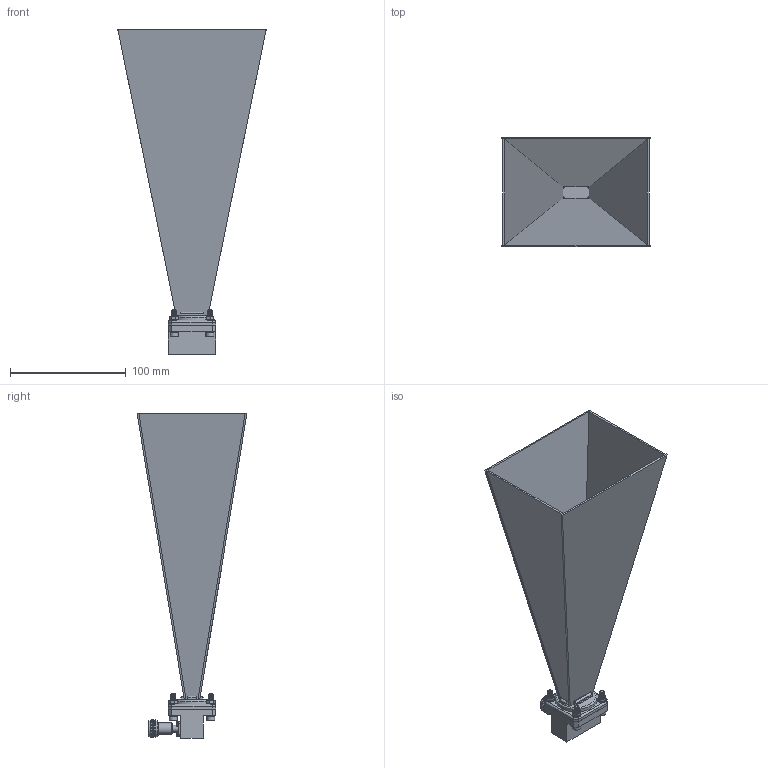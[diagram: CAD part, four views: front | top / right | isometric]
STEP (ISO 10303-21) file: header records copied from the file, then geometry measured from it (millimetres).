
FILE_DESCRIPTION (( 'STEP AP214' ), '1' );
FILE_NAME ('FM9856B-NF-20_3D.STEP', '2021-01-07T14:27:03', ( '' ), ( '' ), 'SwSTEP 2.0', 'SolidWorks 2018', '' );
FILE_SCHEMA (( 'AUTOMOTIVE_DESIGN' ));
Length unit declared in the file: millimetre
Products named in the file (11): PE9856B-20; Copy of 112-N^Copy of PE9801_connector_PE9801; FM9856B-NF-20_3D; Copy of 112-N-PANEL^Copy of PE9801_connector_PE9801; Copy of 06142-con screw^Copy of PE9801_connector_PE9801; 8-LW; 8-32HN_90760A180; Copy of 090-01676^PE9801; 8-32SH-HXx.75_91251A197; Copy of PE9801_connector^PE9801; PE9801
Assembly tree (22 placements, depth 4):
  FM9856B-NF-20_3D
    PE9801
      Copy of PE9801_connector^PE9801
        Copy of 06142-con screw^Copy of PE9801_connector_PE9801  x4
        Copy of 112-N^Copy of PE9801_connector_PE9801
        Copy of 112-N-PANEL^Copy of PE9801_connector_PE9801
      Copy of 090-01676^PE9801
    PE9856B-20
    8-32SH-HXx.75_91251A197  x4
    8-32HN_90760A180  x4
    8-LW  x4
Bounding box: 128.37 x 95.07 x 280.92 mm (x, y, z)
Volume: 135196.1 mm3; surface area: 148684 mm2
Topology: 20 solids, 20 shells, 453 faces, 1043 edges, 650 vertices
Faces by surface type: plane 228, cone 110, cylinder 90, bspline 24, torus 1
Full cylindrical faces by diameter (mm): 1.7 x1, 2.7 x4, 3.04 x1, 4 x1, 4.1 x1, 4.3 x8, 4.318 x4, 6 x1, 6.858 x4, 7 x1, 10 x1, 13.5 x2, 36.068 x1
Entity records: 10949 total; most frequent: CARTESIAN_POINT 4463, DIRECTION 1042, ORIENTED_EDGE 950, EDGE_CURVE 475, AXIS2_PLACEMENT_3D 382, VERTEX_POINT 327, EDGE_LOOP 310, VECTOR 278
